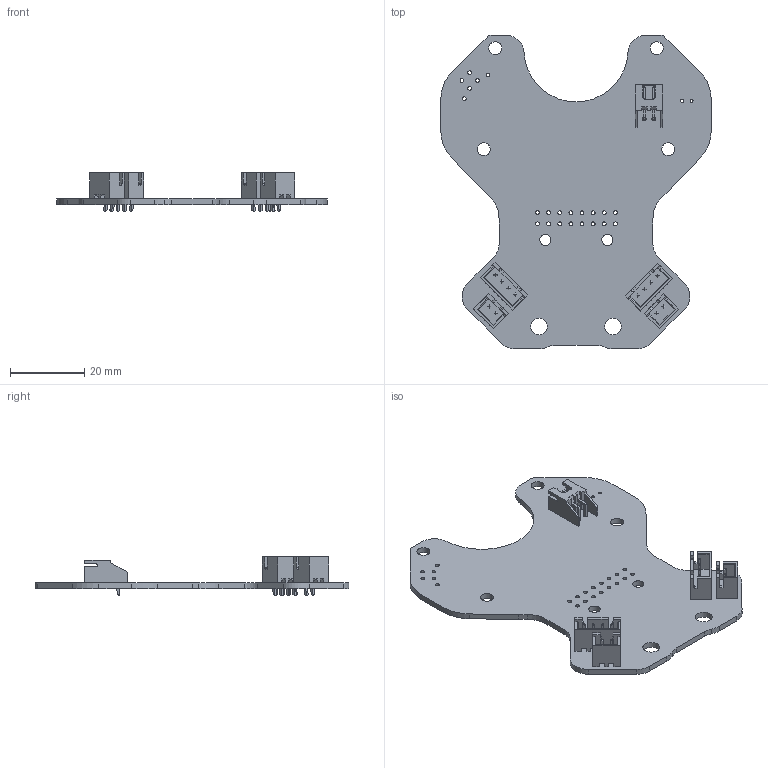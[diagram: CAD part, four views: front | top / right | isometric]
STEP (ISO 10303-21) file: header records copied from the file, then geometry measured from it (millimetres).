
FILE_DESCRIPTION(('KiCad electronic assembly'),'2;1');
FILE_NAME('K1+K2 Carabiner for Mosquito.step','2023-01-19T07:31:28',( 'Pcbnew'),('Kicad'),'Open CASCADE STEP processor 7.6', 'KiCad to STEP converter','Unknown');
FILE_SCHEMA(('AUTOMOTIVE_DESIGN { 1 0 10303 214 1 1 1 1 }'));
Length unit declared in the file: millimetre
Products named in the file (8): K1+K2 Carabiner for Mosquito 1; JST_XH_B2B-XH-A_1x02_P2.50mm_Vertical; SOLID; JST_XH_B4B-XH-A_1x04_P2.50mm_Vertical; JST_XH_S2B-XH-A_1x02_P2.50mm_Horizontal; K1+K2 Carabiner for Round Heatsinks PCB
Assembly tree (9 placements, depth 3):
  K1+K2 Carabiner for Mosquito 1
    JST_XH_B2B-XH-A_1x02_P2.50mm_Vertical  x2
      SOLID
    JST_XH_B4B-XH-A_1x04_P2.50mm_Vertical  x2
      SOLID
    JST_XH_S2B-XH-A_1x02_P2.50mm_Horizontal
      SOLID
    K1+K2 Carabiner for Round Heatsinks PCB
Bounding box: 72.8 x 84.5 x 10.4 mm (x, y, z)
Volume: 7762.8 mm3; surface area: 11881.3 mm2
Topology: 6 solids, 6 shells, 653 faces, 1757 edges, 1144 vertices
Faces by surface type: bspline 565, cylinder 67, plane 21
Full cylindrical faces by diameter (mm): 0.8 x2, 0.95 x8, 1 x12, 1.02 x16, 3 x2, 3.5 x4, 4.5 x2
Entity records: 28596 total; most frequent: CARTESIAN_POINT 9286, B_SPLINE_CURVE_WITH_KNOTS 2615, ORIENTED_EDGE 2302, PCURVE 2302, DEFINITIONAL_REPRESENTATION 2302, EDGE_CURVE 1151, SURFACE_CURVE 1105, DIRECTION 970
